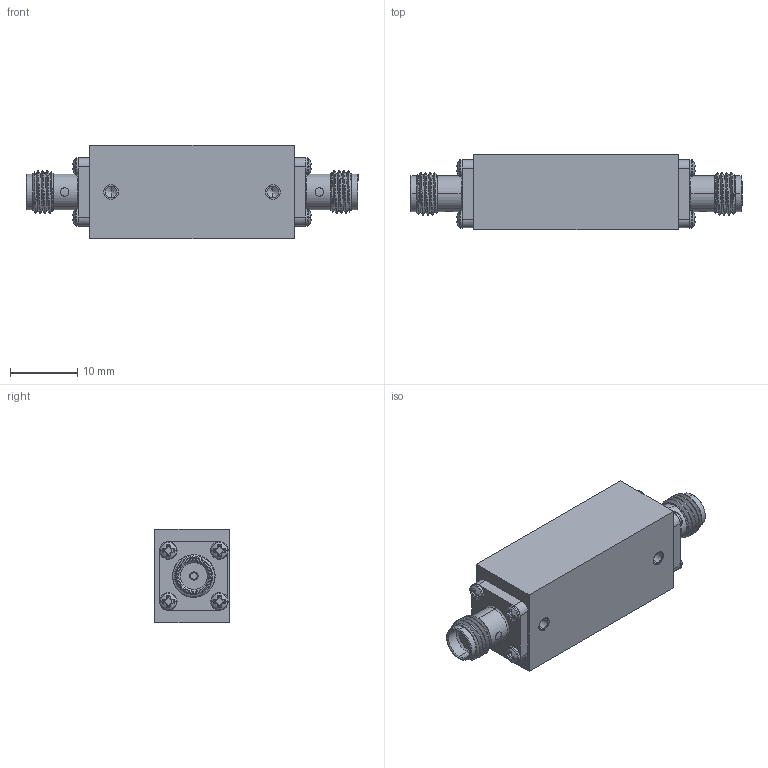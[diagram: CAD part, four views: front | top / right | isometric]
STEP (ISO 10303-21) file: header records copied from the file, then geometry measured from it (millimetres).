
FILE_DESCRIPTION (( 'STEP AP203' ), '1' );
FILE_NAME ('PE87FL1016 ¦ FMFL1016.step', '2019-01-07T23:21:22', ( '' ), ( '' ), 'SwSTEP 2.0', 'SolidWorks 2017', '' );
FILE_SCHEMA (( 'CONFIG_CONTROL_DESIGN' ));
Length unit declared in the file: inch
Products named in the file (1): PE87FL1016 ｦ FMFL1016
Bounding box: 49.53 x 11.23 x 13.97 mm (x, y, z)
Volume: 5379.8 mm3; surface area: 2681.2 mm2
Topology: 1 solids, 11 shells, 407 faces, 1048 edges, 680 vertices
Faces by surface type: plane 199, cylinder 98, cone 68, bspline 38, torus 4
Entity records: 15177 total; most frequent: CARTESIAN_POINT 5742, ORIENTED_EDGE 2088, DIRECTION 1778, EDGE_CURVE 1044, AXIS2_PLACEMENT_3D 686, VERTEX_POINT 680, EDGE_LOOP 432, FACE_OUTER_BOUND 407
